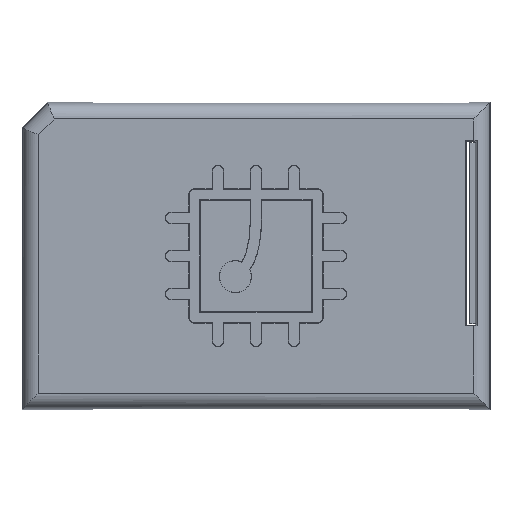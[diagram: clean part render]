
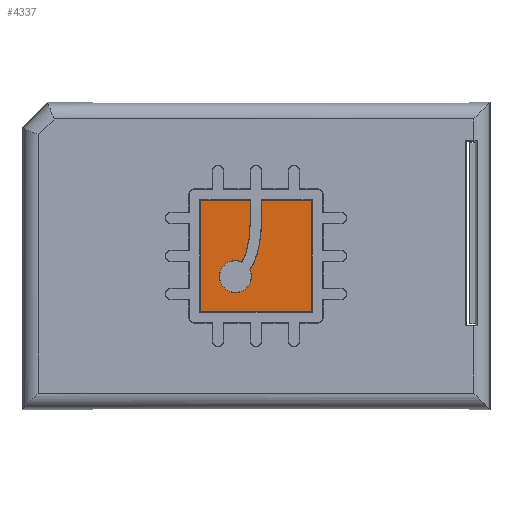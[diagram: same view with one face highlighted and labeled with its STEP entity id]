
A CAD part, front view. The second image highlights one B-rep face of the part: STEP entity #4337.
In plain terms, the highlighted planar face has unit normal (0, -1, 0).
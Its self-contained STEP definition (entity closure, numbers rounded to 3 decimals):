
#34 = CARTESIAN_POINT ( 'NONE',  ( 30.647, -6.5, 17.754 ) ) ;
#36 = CARTESIAN_POINT ( 'NONE',  ( 31.996, -6.5, 21.766 ) ) ;
#235 = VERTEX_POINT ( 'NONE', #1918 ) ;
#269 = CARTESIAN_POINT ( 'NONE',  ( 38.72, -6.5, 13.029 ) ) ;
#288 = B_SPLINE_CURVE_WITH_KNOTS ( 'NONE', 3,
 ( #34, #2378, #2782, #429 ),
 .UNSPECIFIED., .F., .F.,
 ( 4, 4 ),
 ( 0., 0.001 ),
 .UNSPECIFIED. ) ;
#300 = ORIENTED_EDGE ( 'NONE', *, *, #1369, .F. ) ;
#311 = VERTEX_POINT ( 'NONE', #1880 ) ;
#322 = B_SPLINE_CURVE_WITH_KNOTS ( 'NONE', 3,
 ( #3496, #762, #1153, #3874 ),
 .UNSPECIFIED., .F., .F.,
 ( 4, 4 ),
 ( 0., 0.003 ),
 .UNSPECIFIED. ) ;
#362 = CARTESIAN_POINT ( 'NONE',  ( 28.806, -6.5, 19.9 ) ) ;
#429 = CARTESIAN_POINT ( 'NONE',  ( 30.445, -6.5, 18.652 ) ) ;
#432 = CARTESIAN_POINT ( 'NONE',  ( 31.996, -6.5, 25.584 ) ) ;
#513 = ORIENTED_EDGE ( 'NONE', *, *, #1656, .F. ) ;
#535 = B_SPLINE_CURVE_WITH_KNOTS ( 'NONE', 3,
 ( #2786, #3543, #36, #432 ),
 .UNSPECIFIED., .F., .F.,
 ( 4, 4 ),
 ( 0., 0.007 ),
 .UNSPECIFIED. ) ;
#668 = EDGE_CURVE ( 'NONE', #3002, #311, #1206, .T. ) ;
#674 = VECTOR ( 'NONE', #1515, 1000. ) ;
#676 = VECTOR ( 'NONE', #1449, 1000. ) ;
#718 = CARTESIAN_POINT ( 'NONE',  ( 28.501, -6.5, 15.608 ) ) ;
#728 = VERTEX_POINT ( 'NONE', #2279 ) ;
#734 = LINE ( 'NONE', #1214, #2551 ) ;
#762 = CARTESIAN_POINT ( 'NONE',  ( 27.316, -6.5, 19.9 ) ) ;
#778 = CARTESIAN_POINT ( 'NONE',  ( 29.357, -6.5, 19.72 ) ) ;
#807 = VERTEX_POINT ( 'NONE', #1837 ) ;
#812 = ORIENTED_EDGE ( 'NONE', *, *, #2485, .F. ) ;
#833 = EDGE_CURVE ( 'NONE', #2055, #728, #1718, .T. ) ;
#973 = ORIENTED_EDGE ( 'NONE', *, *, #1026, .F. ) ;
#1007 = CARTESIAN_POINT ( 'NONE',  ( 23.778, -6.5, 13.029 ) ) ;
#1026 = EDGE_CURVE ( 'NONE', #807, #1702, #2026, .T. ) ;
#1062 = CARTESIAN_POINT ( 'NONE',  ( 38.72, -6.5, 27.971 ) ) ;
#1080 = CARTESIAN_POINT ( 'NONE',  ( 31.996, -6.5, 25.584 ) ) ;
#1112 = FACE_OUTER_BOUND ( 'NONE', #4358, .T. ) ;
#1153 = CARTESIAN_POINT ( 'NONE',  ( 26.355, -6.5, 18.939 ) ) ;
#1206 = B_SPLINE_CURVE_WITH_KNOTS ( 'NONE', 3,
 ( #2890, #3278, #2461, #2095 ),
 .UNSPECIFIED., .F., .F.,
 ( 4, 4 ),
 ( 0., 0.003 ),
 .UNSPECIFIED. ) ;
#1214 = CARTESIAN_POINT ( 'NONE',  ( 31.996, -6.5, 27.971 ) ) ;
#1220 = PLANE ( 'NONE',  #3175 ) ;
#1249 = LINE ( 'NONE', #1007, #4335 ) ;
#1340 = ORIENTED_EDGE ( 'NONE', *, *, #1494, .F. ) ;
#1369 = EDGE_CURVE ( 'NONE', #2386, #235, #3281, .T. ) ;
#1449 = DIRECTION ( 'NONE',  ( -1., 0., 0. ) ) ;
#1481 = LINE ( 'NONE', #4882, #2515 ) ;
#1483 = VERTEX_POINT ( 'NONE', #4293 ) ;
#1494 = EDGE_CURVE ( 'NONE', #4424, #4282, #535, .T. ) ;
#1515 = DIRECTION ( 'NONE',  ( 0., 0., -1. ) ) ;
#1615 = DIRECTION ( 'NONE',  ( 0., 0., 1. ) ) ;
#1656 = EDGE_CURVE ( 'NONE', #3842, #3002, #1995, .T. ) ;
#1702 = VERTEX_POINT ( 'NONE', #1914 ) ;
#1718 = LINE ( 'NONE', #269, #676 ) ;
#1787 = ORIENTED_EDGE ( 'NONE', *, *, #4679, .F. ) ;
#1837 = CARTESIAN_POINT ( 'NONE',  ( 23.778, -6.5, 27.971 ) ) ;
#1880 = CARTESIAN_POINT ( 'NONE',  ( 30.647, -6.5, 17.754 ) ) ;
#1890 = ORIENTED_EDGE ( 'NONE', *, *, #833, .F. ) ;
#1914 = CARTESIAN_POINT ( 'NONE',  ( 30.503, -6.5, 27.971 ) ) ;
#1918 = CARTESIAN_POINT ( 'NONE',  ( 28.501, -6.5, 19.9 ) ) ;
#1982 = CARTESIAN_POINT ( 'NONE',  ( 0., -6.5, 0. ) ) ;
#1995 = B_SPLINE_CURVE_WITH_KNOTS ( 'NONE', 3,
 ( #4968, #2259, #3063, #718 ),
 .UNSPECIFIED., .F., .F.,
 ( 4, 4 ),
 ( 0., 0.003 ),
 .UNSPECIFIED. ) ;
#2026 = LINE ( 'NONE', #2248, #3958 ) ;
#2055 = VERTEX_POINT ( 'NONE', #4052 ) ;
#2095 = CARTESIAN_POINT ( 'NONE',  ( 30.647, -6.5, 17.754 ) ) ;
#2109 = LINE ( 'NONE', #1080, #3157 ) ;
#2169 = DIRECTION ( 'NONE',  ( 0., 0., -1. ) ) ;
#2189 = DIRECTION ( 'NONE',  ( 0., 0., 1. ) ) ;
#2235 = DIRECTION ( 'NONE',  ( 1., 0., 0. ) ) ;
#2248 = CARTESIAN_POINT ( 'NONE',  ( 23.778, -6.5, 27.971 ) ) ;
#2259 = CARTESIAN_POINT ( 'NONE',  ( 26.355, -6.5, 16.569 ) ) ;
#2274 = ORIENTED_EDGE ( 'NONE', *, *, #3312, .F. ) ;
#2279 = CARTESIAN_POINT ( 'NONE',  ( 23.778, -6.5, 13.029 ) ) ;
#2283 = CARTESIAN_POINT ( 'NONE',  ( 29.357, -6.5, 19.72 ) ) ;
#2318 = CARTESIAN_POINT ( 'NONE',  ( 29.095, -6.5, 19.835 ) ) ;
#2334 = VERTEX_POINT ( 'NONE', #2997 ) ;
#2378 = CARTESIAN_POINT ( 'NONE',  ( 30.647, -6.5, 18.076 ) ) ;
#2386 = VERTEX_POINT ( 'NONE', #4944 ) ;
#2461 = CARTESIAN_POINT ( 'NONE',  ( 30.647, -6.5, 16.569 ) ) ;
#2475 = EDGE_CURVE ( 'NONE', #235, #3842, #322, .T. ) ;
#2485 = EDGE_CURVE ( 'NONE', #2334, #2386, #3586, .T. ) ;
#2515 = VECTOR ( 'NONE', #2169, 1000. ) ;
#2551 = VECTOR ( 'NONE', #4711, 1000. ) ;
#2612 = ORIENTED_EDGE ( 'NONE', *, *, #668, .F. ) ;
#2618 = LINE ( 'NONE', #4221, #674 ) ;
#2723 = CARTESIAN_POINT ( 'NONE',  ( 30.503, -6.5, 25.584 ) ) ;
#2782 = CARTESIAN_POINT ( 'NONE',  ( 30.572, -6.5, 18.378 ) ) ;
#2786 = CARTESIAN_POINT ( 'NONE',  ( 30.445, -6.5, 18.652 ) ) ;
#2883 = EDGE_CURVE ( 'NONE', #4282, #1483, #2109, .T. ) ;
#2890 = CARTESIAN_POINT ( 'NONE',  ( 28.501, -6.5, 15.608 ) ) ;
#2997 = CARTESIAN_POINT ( 'NONE',  ( 30.503, -6.5, 25.584 ) ) ;
#3002 = VERTEX_POINT ( 'NONE', #3108 ) ;
#3063 = CARTESIAN_POINT ( 'NONE',  ( 27.316, -6.5, 15.608 ) ) ;
#3091 = CARTESIAN_POINT ( 'NONE',  ( 26.355, -6.5, 17.754 ) ) ;
#3108 = CARTESIAN_POINT ( 'NONE',  ( 28.501, -6.5, 15.608 ) ) ;
#3119 = CARTESIAN_POINT ( 'NONE',  ( 28.501, -6.5, 19.9 ) ) ;
#3127 = CARTESIAN_POINT ( 'NONE',  ( 29.88, -6.5, 20.589 ) ) ;
#3157 = VECTOR ( 'NONE', #4550, 1000. ) ;
#3175 = AXIS2_PLACEMENT_3D ( 'NONE', #1982, #3945, #1615 ) ;
#3241 = ORIENTED_EDGE ( 'NONE', *, *, #2883, .F. ) ;
#3278 = CARTESIAN_POINT ( 'NONE',  ( 29.687, -6.5, 15.608 ) ) ;
#3281 = B_SPLINE_CURVE_WITH_KNOTS ( 'NONE', 3,
 ( #2283, #2318, #362, #3119 ),
 .UNSPECIFIED., .F., .F.,
 ( 4, 4 ),
 ( 0., 0.001 ),
 .UNSPECIFIED. ) ;
#3312 = EDGE_CURVE ( 'NONE', #4610, #2055, #1481, .T. ) ;
#3339 = EDGE_CURVE ( 'NONE', #728, #807, #1249, .T. ) ;
#3474 = ORIENTED_EDGE ( 'NONE', *, *, #2475, .F. ) ;
#3496 = CARTESIAN_POINT ( 'NONE',  ( 28.501, -6.5, 19.9 ) ) ;
#3543 = CARTESIAN_POINT ( 'NONE',  ( 31.19, -6.5, 19.726 ) ) ;
#3586 = B_SPLINE_CURVE_WITH_KNOTS ( 'NONE', 3,
 ( #2723, #5031, #3127, #778 ),
 .UNSPECIFIED., .F., .F.,
 ( 4, 4 ),
 ( 0., 0.006 ),
 .UNSPECIFIED. ) ;
#3639 = ORIENTED_EDGE ( 'NONE', *, *, #3339, .F. ) ;
#3677 = ORIENTED_EDGE ( 'NONE', *, *, #4326, .F. ) ;
#3807 = ORIENTED_EDGE ( 'NONE', *, *, #4922, .F. ) ;
#3842 = VERTEX_POINT ( 'NONE', #3091 ) ;
#3874 = CARTESIAN_POINT ( 'NONE',  ( 26.355, -6.5, 17.754 ) ) ;
#3945 = DIRECTION ( 'NONE',  ( 0., 1., 0. ) ) ;
#3958 = VECTOR ( 'NONE', #2235, 1000. ) ;
#4052 = CARTESIAN_POINT ( 'NONE',  ( 38.72, -6.5, 13.029 ) ) ;
#4221 = CARTESIAN_POINT ( 'NONE',  ( 30.503, -6.5, 27.971 ) ) ;
#4282 = VERTEX_POINT ( 'NONE', #4667 ) ;
#4293 = CARTESIAN_POINT ( 'NONE',  ( 31.996, -6.5, 27.971 ) ) ;
#4326 = EDGE_CURVE ( 'NONE', #311, #4424, #288, .T. ) ;
#4335 = VECTOR ( 'NONE', #2189, 1000. ) ;
#4337 = ADVANCED_FACE ( 'NONE', ( #1112 ), #1220, .F. ) ;
#4358 = EDGE_LOOP ( 'NONE', ( #973, #3639, #1890, #2274, #3807, #3241, #1340, #3677, #2612, #513, #3474, #300, #812, #1787 ) ) ;
#4424 = VERTEX_POINT ( 'NONE', #4802 ) ;
#4550 = DIRECTION ( 'NONE',  ( 0., 0., 1. ) ) ;
#4610 = VERTEX_POINT ( 'NONE', #1062 ) ;
#4667 = CARTESIAN_POINT ( 'NONE',  ( 31.996, -6.5, 25.584 ) ) ;
#4679 = EDGE_CURVE ( 'NONE', #1702, #2334, #2618, .T. ) ;
#4711 = DIRECTION ( 'NONE',  ( 1., 0., 0. ) ) ;
#4802 = CARTESIAN_POINT ( 'NONE',  ( 30.445, -6.5, 18.652 ) ) ;
#4882 = CARTESIAN_POINT ( 'NONE',  ( 38.72, -6.5, 27.971 ) ) ;
#4922 = EDGE_CURVE ( 'NONE', #1483, #4610, #734, .T. ) ;
#4944 = CARTESIAN_POINT ( 'NONE',  ( 29.357, -6.5, 19.72 ) ) ;
#4968 = CARTESIAN_POINT ( 'NONE',  ( 26.355, -6.5, 17.754 ) ) ;
#5031 = CARTESIAN_POINT ( 'NONE',  ( 30.503, -6.5, 22.306 ) ) ;
